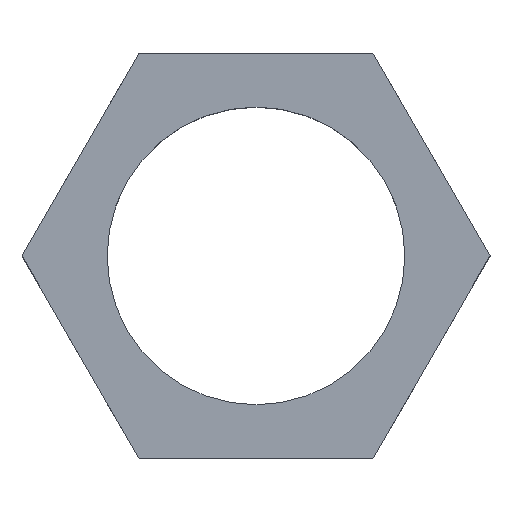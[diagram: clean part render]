
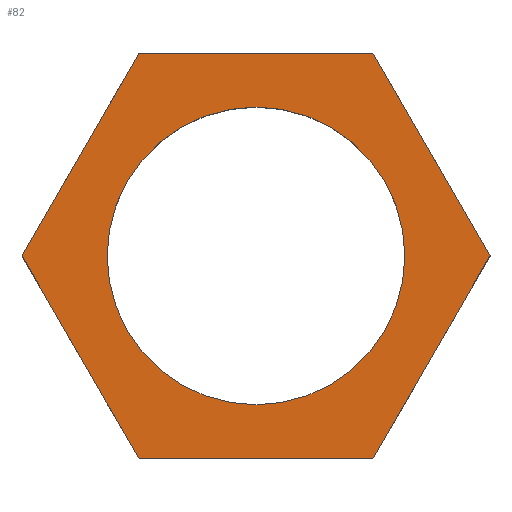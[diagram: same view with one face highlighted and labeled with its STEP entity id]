
A CAD part, top view. The second image highlights one B-rep face of the part: STEP entity #82.
In plain terms, the highlighted planar face has unit normal (0, 0, 1).
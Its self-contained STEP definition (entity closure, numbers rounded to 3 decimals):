
#33 = VERTEX_POINT ( 'NONE', #267 ) ;
#37 = EDGE_CURVE ( 'NONE', #128, #64, #257, .T. ) ;
#39 = VERTEX_POINT ( 'NONE', #253 ) ;
#40 = ORIENTED_EDGE ( 'NONE', *, *, #77, .T. ) ;
#41 = EDGE_CURVE ( 'NONE', #64, #66, #252, .T. ) ;
#64 = VERTEX_POINT ( 'NONE', #582 ) ;
#65 = ORIENTED_EDGE ( 'NONE', *, *, #41, .T. ) ;
#66 = VERTEX_POINT ( 'NONE', #581 ) ;
#74 = ORIENTED_EDGE ( 'NONE', *, *, #75, .T. ) ;
#75 = EDGE_CURVE ( 'NONE', #39, #125, #561, .T. ) ;
#77 = EDGE_CURVE ( 'NONE', #66, #39, #557, .T. ) ;
#78 = ORIENTED_EDGE ( 'NONE', *, *, #37, .T. ) ;
#82 = ADVANCED_FACE ( 'NONE', ( #552, #597 ), #596, .F. ) ;
#83 = ORIENTED_EDGE ( 'NONE', *, *, #135, .F. ) ;
#113 = EDGE_CURVE ( 'NONE', #126, #128, #333, .T. ) ;
#115 = EDGE_LOOP ( 'NONE', ( #83, #144 ) ) ;
#116 = ORIENTED_EDGE ( 'NONE', *, *, #117, .T. ) ;
#117 = EDGE_CURVE ( 'NONE', #125, #126, #369, .T. ) ;
#125 = VERTEX_POINT ( 'NONE', #353 ) ;
#126 = VERTEX_POINT ( 'NONE', #352 ) ;
#127 = ORIENTED_EDGE ( 'NONE', *, *, #113, .T. ) ;
#128 = VERTEX_POINT ( 'NONE', #351 ) ;
#135 = EDGE_CURVE ( 'NONE', #33, #140, #418, .T. ) ;
#140 = VERTEX_POINT ( 'NONE', #451 ) ;
#144 = ORIENTED_EDGE ( 'NONE', *, *, #148, .F. ) ;
#145 = EDGE_LOOP ( 'NONE', ( #116, #127, #78, #65, #40, #74 ) ) ;
#148 = EDGE_CURVE ( 'NONE', #140, #33, #414, .T. ) ;
#252 = LINE ( 'NONE', #262, #261 ) ;
#253 = CARTESIAN_POINT ( 'NONE',  ( 10.392, -18., 5. ) ) ;
#254 = DIRECTION ( 'NONE',  ( -0.5, -0.866, 0. ) ) ;
#255 = VECTOR ( 'NONE', #254, 1000. ) ;
#256 = CARTESIAN_POINT ( 'NONE',  ( -10.392, 18., 5. ) ) ;
#257 = LINE ( 'NONE', #256, #255 ) ;
#260 = DIRECTION ( 'NONE',  ( 0.5, -0.866, 0. ) ) ;
#261 = VECTOR ( 'NONE', #260, 1000. ) ;
#262 = CARTESIAN_POINT ( 'NONE',  ( -20.785, 0., 5. ) ) ;
#267 = CARTESIAN_POINT ( 'NONE',  ( 13.22, 0., 5. ) ) ;
#332 = CARTESIAN_POINT ( 'NONE',  ( 10.392, 18., 5. ) ) ;
#333 = LINE ( 'NONE', #332, #368 ) ;
#351 = CARTESIAN_POINT ( 'NONE',  ( -10.392, 18., 5. ) ) ;
#352 = CARTESIAN_POINT ( 'NONE',  ( 10.392, 18., 5. ) ) ;
#353 = CARTESIAN_POINT ( 'NONE',  ( 20.785, 0., 5. ) ) ;
#367 = DIRECTION ( 'NONE',  ( -1., 0., 0. ) ) ;
#368 = VECTOR ( 'NONE', #367, 1000. ) ;
#369 = LINE ( 'NONE', #379, #378 ) ;
#377 = DIRECTION ( 'NONE',  ( -0.5, 0.866, 0. ) ) ;
#378 = VECTOR ( 'NONE', #377, 1000. ) ;
#379 = CARTESIAN_POINT ( 'NONE',  ( 20.785, 0., 5. ) ) ;
#388 = CARTESIAN_POINT ( 'NONE',  ( 0., 0., 5. ) ) ;
#389 = AXIS2_PLACEMENT_3D ( 'NONE', #388, #449, #448 ) ;
#414 = CIRCLE ( 'NONE', #455, 13.22 ) ;
#418 = CIRCLE ( 'NONE', #389, 13.22 ) ;
#432 = CARTESIAN_POINT ( 'NONE',  ( 0., 0., 5. ) ) ;
#448 = DIRECTION ( 'NONE',  ( 1., 0., 0. ) ) ;
#449 = DIRECTION ( 'NONE',  ( 0., 0., 1. ) ) ;
#451 = CARTESIAN_POINT ( 'NONE',  ( -13.22, 0., 5. ) ) ;
#453 = DIRECTION ( 'NONE',  ( 1., 0., 0. ) ) ;
#454 = DIRECTION ( 'NONE',  ( 0., 0., 1. ) ) ;
#455 = AXIS2_PLACEMENT_3D ( 'NONE', #432, #454, #453 ) ;
#552 = FACE_BOUND ( 'NONE', #115, .T. ) ;
#554 = DIRECTION ( 'NONE',  ( 1., 0., 0. ) ) ;
#555 = VECTOR ( 'NONE', #554, 1000. ) ;
#556 = CARTESIAN_POINT ( 'NONE',  ( -10.392, -18., 5. ) ) ;
#557 = LINE ( 'NONE', #556, #555 ) ;
#558 = DIRECTION ( 'NONE',  ( 0.5, 0.866, 0. ) ) ;
#559 = VECTOR ( 'NONE', #558, 1000. ) ;
#560 = CARTESIAN_POINT ( 'NONE',  ( 10.392, -18., 5. ) ) ;
#561 = LINE ( 'NONE', #560, #559 ) ;
#581 = CARTESIAN_POINT ( 'NONE',  ( -10.392, -18., 5. ) ) ;
#582 = CARTESIAN_POINT ( 'NONE',  ( -20.785, 0., 5. ) ) ;
#591 = DIRECTION ( 'NONE',  ( -1., 0., 0. ) ) ;
#592 = DIRECTION ( 'NONE',  ( 0., 0., -1. ) ) ;
#593 = CARTESIAN_POINT ( 'NONE',  ( 0., 20.785, 5. ) ) ;
#594 = AXIS2_PLACEMENT_3D ( 'NONE', #593, #592, #591 ) ;
#596 = PLANE ( 'NONE',  #594 ) ;
#597 = FACE_OUTER_BOUND ( 'NONE', #145, .T. ) ;
